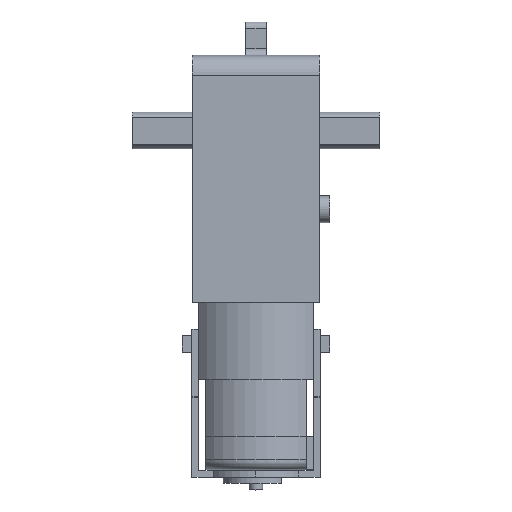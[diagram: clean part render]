
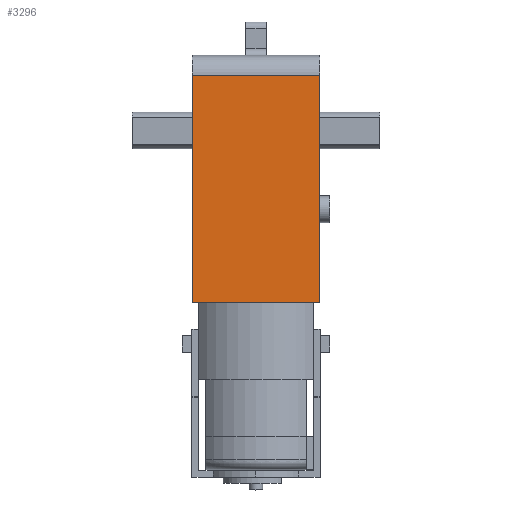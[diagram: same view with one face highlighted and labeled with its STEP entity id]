
A CAD part, top view. The second image highlights one B-rep face of the part: STEP entity #3296.
In plain terms, the highlighted planar face has unit normal (0, 0, 1).
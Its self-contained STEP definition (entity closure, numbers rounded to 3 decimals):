
#2058 = CYLINDRICAL_SURFACE('',#2059,3.);
#2059 = AXIS2_PLACEMENT_3D('',#2060,#2061,#2062);
#2060 = CARTESIAN_POINT('',(-9.5,44.,8.25));
#2061 = DIRECTION('',(-1.,0.,0.));
#2062 = DIRECTION('',(0.,1.,0.));
#2086 = PLANE('',#2087);
#2087 = AXIS2_PLACEMENT_3D('',#2088,#2089,#2090);
#2088 = CARTESIAN_POINT('',(9.5,28.06,0.));
#2089 = DIRECTION('',(1.,0.,0.));
#2090 = DIRECTION('',(0.,0.,1.));
#2140 = PLANE('',#2141);
#2141 = AXIS2_PLACEMENT_3D('',#2142,#2143,#2144);
#2142 = CARTESIAN_POINT('',(-9.5,28.06,0.));
#2143 = DIRECTION('',(1.,0.,0.));
#2144 = DIRECTION('',(0.,0.,1.));
#2647 = VERTEX_POINT('',#2648);
#2648 = CARTESIAN_POINT('',(9.5,44.,11.25));
#2670 = EDGE_CURVE('',#2671,#2647,#2673,.T.);
#2671 = VERTEX_POINT('',#2672);
#2672 = CARTESIAN_POINT('',(-9.5,44.,11.25));
#2673 = SURFACE_CURVE('',#2674,(#2678,#2685),.PCURVE_S1.);
#2674 = LINE('',#2675,#2676);
#2675 = CARTESIAN_POINT('',(-9.5,44.,11.25));
#2676 = VECTOR('',#2677,1.);
#2677 = DIRECTION('',(1.,0.,0.));
#2678 = PCURVE('',#2058,#2679);
#2679 = DEFINITIONAL_REPRESENTATION('',(#2680),#2684);
#2680 = LINE('',#2681,#2682);
#2681 = CARTESIAN_POINT('',(-1.571,0.));
#2682 = VECTOR('',#2683,1.);
#2683 = DIRECTION('',(-0.,-1.));
#2684 = ( GEOMETRIC_REPRESENTATION_CONTEXT(2) 
PARAMETRIC_REPRESENTATION_CONTEXT() REPRESENTATION_CONTEXT('2D SPACE',''
  ) );
#2685 = PCURVE('',#2686,#2691);
#2686 = PLANE('',#2687);
#2687 = AXIS2_PLACEMENT_3D('',#2688,#2689,#2690);
#2688 = CARTESIAN_POINT('',(-9.5,10.,11.25));
#2689 = DIRECTION('',(0.,0.,1.));
#2690 = DIRECTION('',(0.,1.,0.));
#2691 = DEFINITIONAL_REPRESENTATION('',(#2692),#2696);
#2692 = LINE('',#2693,#2694);
#2693 = CARTESIAN_POINT('',(34.,0.));
#2694 = VECTOR('',#2695,1.);
#2695 = DIRECTION('',(0.,-1.));
#2696 = ( GEOMETRIC_REPRESENTATION_CONTEXT(2) 
PARAMETRIC_REPRESENTATION_CONTEXT() REPRESENTATION_CONTEXT('2D SPACE',''
  ) );
#2777 = EDGE_CURVE('',#2778,#2671,#2780,.T.);
#2778 = VERTEX_POINT('',#2779);
#2779 = CARTESIAN_POINT('',(-9.5,10.,11.25));
#2780 = SURFACE_CURVE('',#2781,(#2785,#2792),.PCURVE_S1.);
#2781 = LINE('',#2782,#2783);
#2782 = CARTESIAN_POINT('',(-9.5,10.,11.25));
#2783 = VECTOR('',#2784,1.);
#2784 = DIRECTION('',(0.,1.,0.));
#2785 = PCURVE('',#2140,#2786);
#2786 = DEFINITIONAL_REPRESENTATION('',(#2787),#2791);
#2787 = LINE('',#2788,#2789);
#2788 = CARTESIAN_POINT('',(11.25,18.06));
#2789 = VECTOR('',#2790,1.);
#2790 = DIRECTION('',(0.,-1.));
#2791 = ( GEOMETRIC_REPRESENTATION_CONTEXT(2) 
PARAMETRIC_REPRESENTATION_CONTEXT() REPRESENTATION_CONTEXT('2D SPACE',''
  ) );
#2792 = PCURVE('',#2686,#2793);
#2793 = DEFINITIONAL_REPRESENTATION('',(#2794),#2798);
#2794 = LINE('',#2795,#2796);
#2795 = CARTESIAN_POINT('',(0.,0.));
#2796 = VECTOR('',#2797,1.);
#2797 = DIRECTION('',(1.,0.));
#2798 = ( GEOMETRIC_REPRESENTATION_CONTEXT(2) 
PARAMETRIC_REPRESENTATION_CONTEXT() REPRESENTATION_CONTEXT('2D SPACE',''
  ) );
#2814 = PLANE('',#2815);
#2815 = AXIS2_PLACEMENT_3D('',#2816,#2817,#2818);
#2816 = CARTESIAN_POINT('',(-9.5,10.,-11.25));
#2817 = DIRECTION('',(0.,-1.,0.));
#2818 = DIRECTION('',(0.,0.,1.));
#2971 = EDGE_CURVE('',#2972,#2647,#2974,.T.);
#2972 = VERTEX_POINT('',#2973);
#2973 = CARTESIAN_POINT('',(9.5,10.,11.25));
#2974 = SURFACE_CURVE('',#2975,(#2979,#2986),.PCURVE_S1.);
#2975 = LINE('',#2976,#2977);
#2976 = CARTESIAN_POINT('',(9.5,10.,11.25));
#2977 = VECTOR('',#2978,1.);
#2978 = DIRECTION('',(0.,1.,0.));
#2979 = PCURVE('',#2086,#2980);
#2980 = DEFINITIONAL_REPRESENTATION('',(#2981),#2985);
#2981 = LINE('',#2982,#2983);
#2982 = CARTESIAN_POINT('',(11.25,18.06));
#2983 = VECTOR('',#2984,1.);
#2984 = DIRECTION('',(0.,-1.));
#2985 = ( GEOMETRIC_REPRESENTATION_CONTEXT(2) 
PARAMETRIC_REPRESENTATION_CONTEXT() REPRESENTATION_CONTEXT('2D SPACE',''
  ) );
#2986 = PCURVE('',#2686,#2987);
#2987 = DEFINITIONAL_REPRESENTATION('',(#2988),#2992);
#2988 = LINE('',#2989,#2990);
#2989 = CARTESIAN_POINT('',(0.,-19.));
#2990 = VECTOR('',#2991,1.);
#2991 = DIRECTION('',(1.,0.));
#2992 = ( GEOMETRIC_REPRESENTATION_CONTEXT(2) 
PARAMETRIC_REPRESENTATION_CONTEXT() REPRESENTATION_CONTEXT('2D SPACE',''
  ) );
#3296 = ADVANCED_FACE('',(#3297),#2686,.T.);
#3297 = FACE_BOUND('',#3298,.T.);
#3298 = EDGE_LOOP('',(#3299,#3320,#3321,#3322));
#3299 = ORIENTED_EDGE('',*,*,#3300,.T.);
#3300 = EDGE_CURVE('',#2778,#2972,#3301,.T.);
#3301 = SURFACE_CURVE('',#3302,(#3306,#3313),.PCURVE_S1.);
#3302 = LINE('',#3303,#3304);
#3303 = CARTESIAN_POINT('',(-9.5,10.,11.25));
#3304 = VECTOR('',#3305,1.);
#3305 = DIRECTION('',(1.,0.,0.));
#3306 = PCURVE('',#2686,#3307);
#3307 = DEFINITIONAL_REPRESENTATION('',(#3308),#3312);
#3308 = LINE('',#3309,#3310);
#3309 = CARTESIAN_POINT('',(0.,0.));
#3310 = VECTOR('',#3311,1.);
#3311 = DIRECTION('',(0.,-1.));
#3312 = ( GEOMETRIC_REPRESENTATION_CONTEXT(2) 
PARAMETRIC_REPRESENTATION_CONTEXT() REPRESENTATION_CONTEXT('2D SPACE',''
  ) );
#3313 = PCURVE('',#2814,#3314);
#3314 = DEFINITIONAL_REPRESENTATION('',(#3315),#3319);
#3315 = LINE('',#3316,#3317);
#3316 = CARTESIAN_POINT('',(22.5,0.));
#3317 = VECTOR('',#3318,1.);
#3318 = DIRECTION('',(0.,-1.));
#3319 = ( GEOMETRIC_REPRESENTATION_CONTEXT(2) 
PARAMETRIC_REPRESENTATION_CONTEXT() REPRESENTATION_CONTEXT('2D SPACE',''
  ) );
#3320 = ORIENTED_EDGE('',*,*,#2971,.T.);
#3321 = ORIENTED_EDGE('',*,*,#2670,.F.);
#3322 = ORIENTED_EDGE('',*,*,#2777,.F.);
